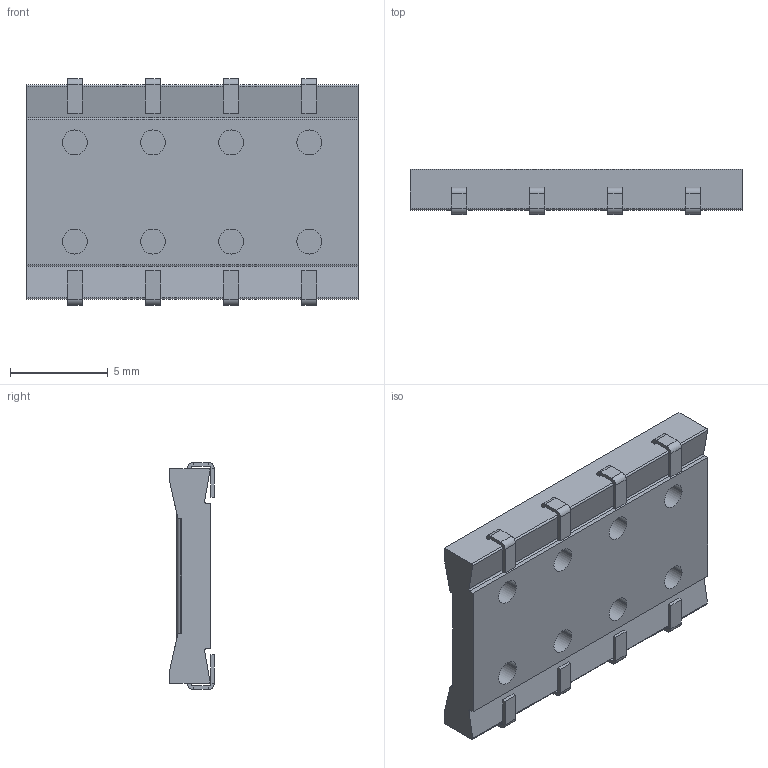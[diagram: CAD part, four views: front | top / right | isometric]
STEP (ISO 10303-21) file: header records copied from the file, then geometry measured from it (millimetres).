
FILE_DESCRIPTION((''),'2;1');
FILE_NAME('70ADJ-4-FL0','2021-06-16T15:26:32',('RICKB'),('Bourns, Inc.'),'CREO PARAMETRIC BY PTC INC, 2018050','CREO PARAMETRIC BY PTC INC, 2018050','');
FILE_SCHEMA(('AUTOMOTIVE_DESIGN { 1 0 10303 214 1 1 1 1 }'));
Length unit declared in the file: inch
Products named in the file (1): 70ADJ-4-FL0
Bounding box: 16.99 x 2.29 x 11.61 mm (x, y, z)
Volume: 298.9 mm3; surface area: 594.7 mm2
Topology: 1 solids, 9 shells, 286 faces, 648 edges, 400 vertices
Faces by surface type: plane 203, cylinder 83
Entity records: 11495 total; most frequent: CARTESIAN_POINT 1436, DIRECTION 1370, ORIENTED_EDGE 1296, PRESENTATION_STYLE_ASSIGNMENT 780, STYLED_ITEM 649, CURVE_STYLE 648, EDGE_CURVE 648, AXIS2_PLACEMENT_3D 462
